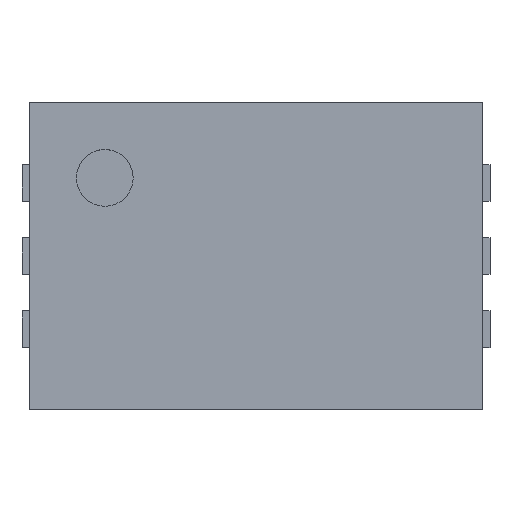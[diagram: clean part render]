
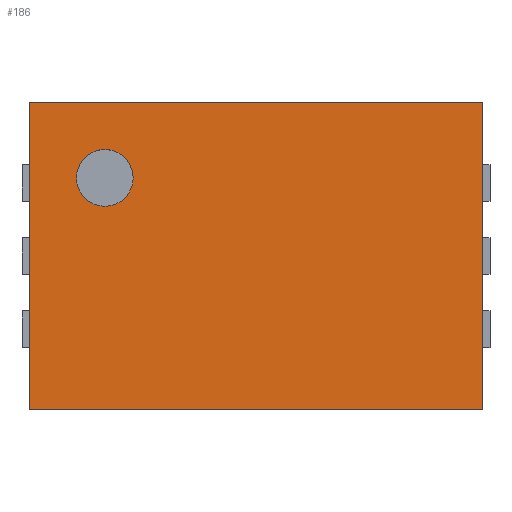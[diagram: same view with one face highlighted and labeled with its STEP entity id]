
A CAD part, top view. The second image highlights one B-rep face of the part: STEP entity #186.
In plain terms, the highlighted planar face has unit normal (0, 0, 1).
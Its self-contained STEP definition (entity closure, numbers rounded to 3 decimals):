
#122 = VERTEX_POINT('',#123);
#123 = CARTESIAN_POINT('',(0.,0.,0.8));
#138 = VERTEX_POINT('',#139);
#139 = CARTESIAN_POINT('',(0.,2.1,0.8));
#145 = EDGE_CURVE('',#122,#138,#146,.T.);
#146 = LINE('',#147,#148);
#147 = CARTESIAN_POINT('',(0.,0.,0.8));
#148 = VECTOR('',#149,1.);
#149 = DIRECTION('',(0.,1.,0.));
#168 = EDGE_CURVE('',#122,#169,#171,.T.);
#169 = VERTEX_POINT('',#170);
#170 = CARTESIAN_POINT('',(3.1,0.,0.8));
#171 = LINE('',#172,#173);
#172 = CARTESIAN_POINT('',(0.,0.,0.8));
#173 = VECTOR('',#174,1.);
#174 = DIRECTION('',(1.,0.,0.));
#186 = ADVANCED_FACE('',(#187,#205),#216,.T.);
#187 = FACE_BOUND('',#188,.T.);
#188 = EDGE_LOOP('',(#189,#190,#191,#199));
#189 = ORIENTED_EDGE('',*,*,#145,.F.);
#190 = ORIENTED_EDGE('',*,*,#168,.T.);
#191 = ORIENTED_EDGE('',*,*,#192,.T.);
#192 = EDGE_CURVE('',#169,#193,#195,.T.);
#193 = VERTEX_POINT('',#194);
#194 = CARTESIAN_POINT('',(3.1,2.1,0.8));
#195 = LINE('',#196,#197);
#196 = CARTESIAN_POINT('',(3.1,0.,0.8));
#197 = VECTOR('',#198,1.);
#198 = DIRECTION('',(0.,1.,0.));
#199 = ORIENTED_EDGE('',*,*,#200,.F.);
#200 = EDGE_CURVE('',#138,#193,#201,.T.);
#201 = LINE('',#202,#203);
#202 = CARTESIAN_POINT('',(0.,2.1,0.8));
#203 = VECTOR('',#204,1.);
#204 = DIRECTION('',(1.,0.,0.));
#205 = FACE_BOUND('',#206,.T.);
#206 = EDGE_LOOP('',(#207));
#207 = ORIENTED_EDGE('',*,*,#208,.F.);
#208 = EDGE_CURVE('',#209,#209,#211,.T.);
#209 = VERTEX_POINT('',#210);
#210 = CARTESIAN_POINT('',(0.71,1.583,0.8));
#211 = CIRCLE('',#212,0.194);
#212 = AXIS2_PLACEMENT_3D('',#213,#214,#215);
#213 = CARTESIAN_POINT('',(0.517,1.583,0.8));
#214 = DIRECTION('',(0.,0.,1.));
#215 = DIRECTION('',(1.,0.,0.));
#216 = PLANE('',#217);
#217 = AXIS2_PLACEMENT_3D('',#218,#219,#220);
#218 = CARTESIAN_POINT('',(0.,0.,0.8));
#219 = DIRECTION('',(0.,0.,1.));
#220 = DIRECTION('',(1.,0.,0.));
